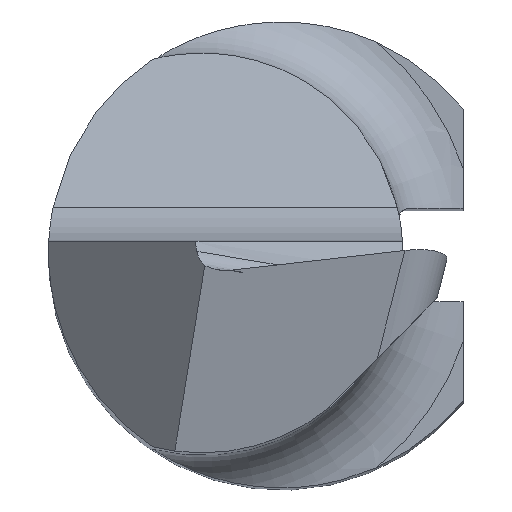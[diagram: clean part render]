
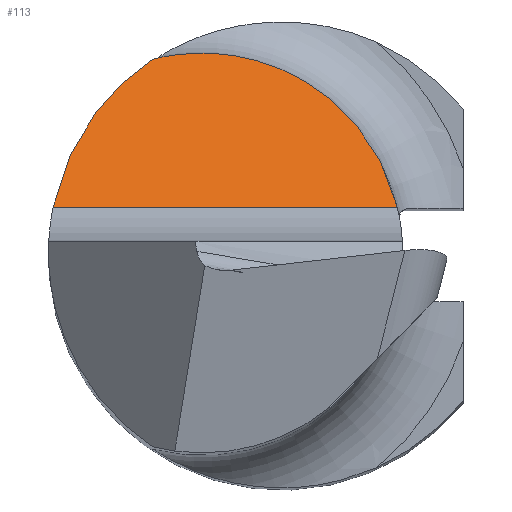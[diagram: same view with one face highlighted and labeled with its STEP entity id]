
A CAD part, top view. The second image highlights one B-rep face of the part: STEP entity #113.
In plain terms, the highlighted planar face has unit normal (0, 0.766, 0.643).
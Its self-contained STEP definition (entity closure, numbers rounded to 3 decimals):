
#44 = DIRECTION ( 'NONE',  ( 0., 0.643, -0.766 ) ) ;
#113 = ADVANCED_FACE ( 'NONE', ( #206 ), #953, .F. ) ;
#128 = CARTESIAN_POINT ( 'NONE',  ( 0.949, 1.738, 24.415 ) ) ;
#155 = AXIS2_PLACEMENT_3D ( 'NONE', #678, #753, #44 ) ;
#206 = FACE_OUTER_BOUND ( 'NONE', #273, .T. ) ;
#242 = CARTESIAN_POINT ( 'NONE',  ( -2.318, 1.153, 25.112 ) ) ;
#252 = CARTESIAN_POINT ( 'NONE',  ( -2.5, 0.494, 25.897 ) ) ;
#273 = EDGE_LOOP ( 'NONE', ( #1086, #930, #964 ) ) ;
#353 = VECTOR ( 'NONE', #990, 1000. ) ;
#421 = CARTESIAN_POINT ( 'NONE',  ( -1.382, 2.083, 24.004 ) ) ;
#449 = EDGE_CURVE ( 'NONE', #826, #450, #1116, .T. ) ;
#450 = VERTEX_POINT ( 'NONE', #530 ) ;
#530 = CARTESIAN_POINT ( 'NONE',  ( 1.242, 0.494, 25.897 ) ) ;
#616 = EDGE_CURVE ( 'NONE', #826, #1022, #1127, .T. ) ;
#678 = CARTESIAN_POINT ( 'NONE',  ( -2.5, 0.494, 25.897 ) ) ;
#682 = CARTESIAN_POINT ( 'NONE',  ( 1.242, 0.494, 25.897 ) ) ;
#753 = DIRECTION ( 'NONE',  ( 0., -0.766, -0.643 ) ) ;
#776 = CARTESIAN_POINT ( 'NONE',  ( -2.451, 0.494, 25.897 ) ) ;
#782 = CARTESIAN_POINT ( 'NONE',  ( -1.382, 2.083, 24.004 ) ) ;
#826 = VERTEX_POINT ( 'NONE', #1088 ) ;
#867 = CARTESIAN_POINT ( 'NONE',  ( -0.144, 2.399, 23.627 ) ) ;
#908 = EDGE_CURVE ( 'NONE', #450, #1022, #1087, .T. ) ;
#930 = ORIENTED_EDGE ( 'NONE', *, *, #908, .T. ) ;
#953 = PLANE ( 'NONE',  #155 ) ;
#964 = ORIENTED_EDGE ( 'NONE', *, *, #616, .F. ) ;
#965 = CARTESIAN_POINT ( 'NONE',  ( -1.382, 2.083, 24.004 ) ) ;
#990 = DIRECTION ( 'NONE',  ( 1., 0., 0. ) ) ;
#1022 = VERTEX_POINT ( 'NONE', #421 ) ;
#1086 = ORIENTED_EDGE ( 'NONE', *, *, #449, .T. ) ;
#1087 =( BOUNDED_CURVE ( )  B_SPLINE_CURVE ( 3, ( #682, #128, #867, #965 ),
 .UNSPECIFIED., .F., .F. ) 
 B_SPLINE_CURVE_WITH_KNOTS ( ( 4, 4 ),
 ( 4.944, 6.533 ),
 .UNSPECIFIED. ) 
 CURVE ( )  GEOMETRIC_REPRESENTATION_ITEM ( )  RATIONAL_B_SPLINE_CURVE ( ( 1., 0.8, 0.8, 1. ) ) 
 REPRESENTATION_ITEM ( '' )  );
#1088 = CARTESIAN_POINT ( 'NONE',  ( -2.451, 0.494, 25.897 ) ) ;
#1116 = LINE ( 'NONE', #252, #353 ) ;
#1127 =( BOUNDED_CURVE ( )  B_SPLINE_CURVE ( 3, ( #776, #242, #1158, #782 ),
 .UNSPECIFIED., .F., .F. ) 
 B_SPLINE_CURVE_WITH_KNOTS ( ( 4, 4 ),
 ( 4.911, 5.697 ),
 .UNSPECIFIED. ) 
 CURVE ( )  GEOMETRIC_REPRESENTATION_ITEM ( )  RATIONAL_B_SPLINE_CURVE ( ( 1., 0.949, 0.949, 1. ) ) 
 REPRESENTATION_ITEM ( '' )  );
#1158 = CARTESIAN_POINT ( 'NONE',  ( -1.943, 1.711, 24.447 ) ) ;
